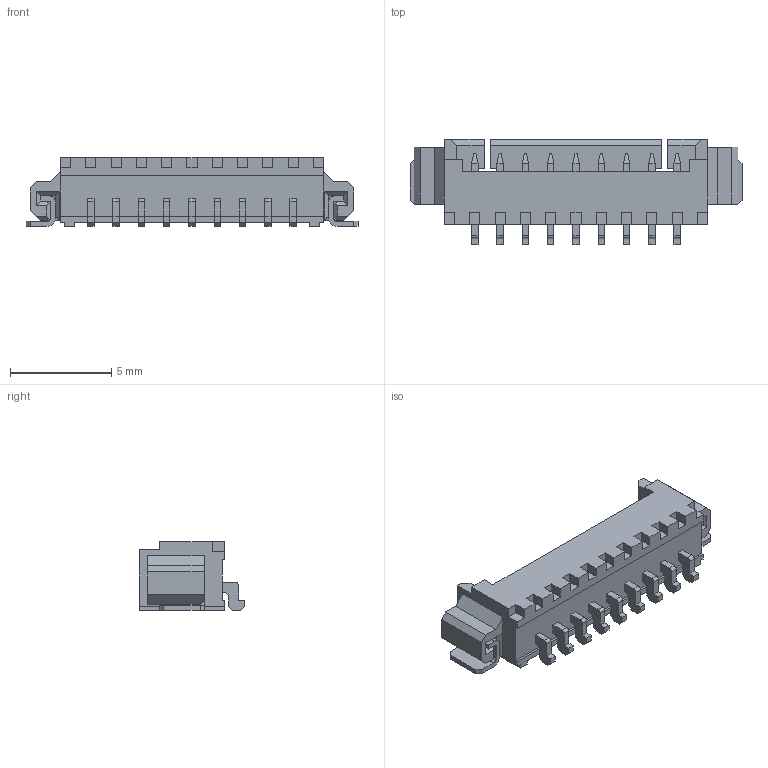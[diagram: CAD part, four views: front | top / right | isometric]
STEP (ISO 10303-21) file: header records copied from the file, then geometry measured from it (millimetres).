
FILE_DESCRIPTION((''),'2;1');
FILE_NAME('532610971','2016-09-27T',('rlalsangi'),(''),'PRO/ENGINEER BY PARAMETRIC TECHNOLOGY CORPORATION, 2012310','PRO/ENGINEER BY PARAMETRIC TECHNOLOGY CORPORATION, 2012310','');
FILE_SCHEMA(('CONFIG_CONTROL_DESIGN'));
Length unit declared in the file: millimetre
Products named in the file (1): 532610971
Bounding box: 16.4 x 5.2 x 3.4 mm (x, y, z)
Volume: 98.9 mm3; surface area: 396 mm2
Topology: 1 solids, 1 shells, 390 faces, 1125 edges, 756 vertices
Faces by surface type: plane 364, cylinder 26
Entity records: 12493 total; most frequent: CARTESIAN_POINT 2220, ORIENTED_EDGE 2148, DIRECTION 1957, EDGE_CURVE 1074, VECTOR 1071, LINE 1071, VERTEX_POINT 698, AXIS2_PLACEMENT_3D 443
